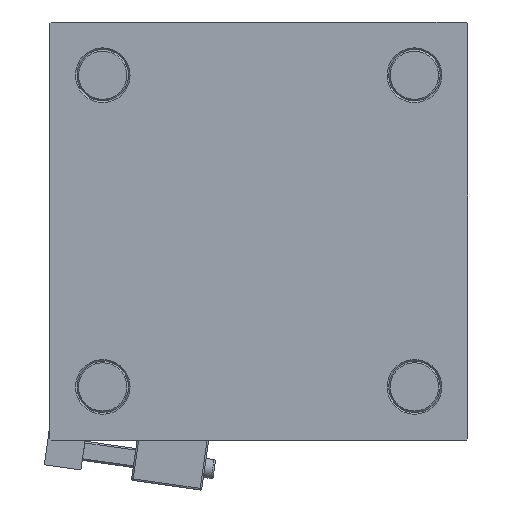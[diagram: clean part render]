
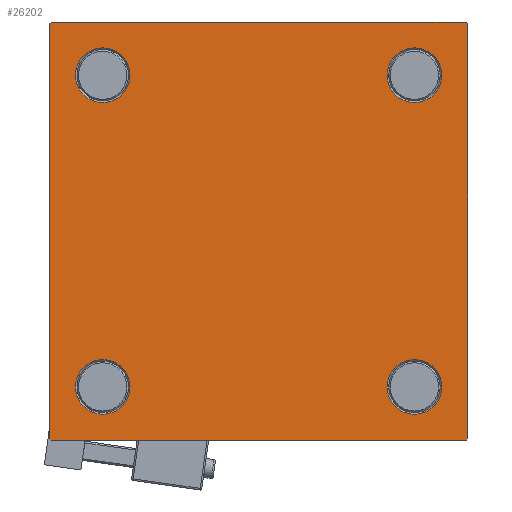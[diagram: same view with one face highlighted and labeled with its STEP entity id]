
A CAD part, left-side view. The second image highlights one B-rep face of the part: STEP entity #26202.
In plain terms, the highlighted planar face has unit normal (-1, 0, 0).
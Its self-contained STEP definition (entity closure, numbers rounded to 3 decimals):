
#162 = VECTOR ( 'NONE', #47418, 1000. ) ;
#965 = AXIS2_PLACEMENT_3D ( 'NONE', #13643, #25880, #49514 ) ;
#1003 = FACE_BOUND ( 'NONE', #14775, .T. ) ;
#1411 = CARTESIAN_POINT ( 'NONE',  ( 0., 48.45, 48.45 ) ) ;
#1449 = CARTESIAN_POINT ( 'NONE',  ( 0., -65., 64.5 ) ) ;
#2159 = CARTESIAN_POINT ( 'NONE',  ( 0., 48.45, -39.95 ) ) ;
#2215 = CARTESIAN_POINT ( 'NONE',  ( 0., 65., -64.5 ) ) ;
#2270 = EDGE_LOOP ( 'NONE', ( #44332, #31532 ) ) ;
#2704 = EDGE_CURVE ( 'NONE', #10921, #50813, #24313, .T. ) ;
#2765 = VECTOR ( 'NONE', #37932, 1000. ) ;
#3885 = ORIENTED_EDGE ( 'NONE', *, *, #21467, .T. ) ;
#4416 = VECTOR ( 'NONE', #32730, 1000. ) ;
#4620 = LINE ( 'NONE', #25345, #16474 ) ;
#4996 = AXIS2_PLACEMENT_3D ( 'NONE', #46829, #27647, #34628 ) ;
#5171 = DIRECTION ( 'NONE',  ( 0., -1., 0. ) ) ;
#5616 = AXIS2_PLACEMENT_3D ( 'NONE', #15245, #27735, #51893 ) ;
#5685 = LINE ( 'NONE', #17124, #30693 ) ;
#5853 = CIRCLE ( 'NONE', #35547, 8.5 ) ;
#6193 = VECTOR ( 'NONE', #19977, 1000. ) ;
#6226 = CIRCLE ( 'NONE', #35921, 8.5 ) ;
#6749 = ORIENTED_EDGE ( 'NONE', *, *, #31702, .T. ) ;
#7323 = CARTESIAN_POINT ( 'NONE',  ( 0., -64.75, -64.75 ) ) ;
#7504 = LINE ( 'NONE', #7764, #4416 ) ;
#7764 = CARTESIAN_POINT ( 'NONE',  ( 0., -65., 65. ) ) ;
#8268 = LINE ( 'NONE', #52109, #6193 ) ;
#8895 = EDGE_LOOP ( 'NONE', ( #36266, #26001, #34116, #22485, #14224, #15435, #45809, #29594 ) ) ;
#10921 = VERTEX_POINT ( 'NONE', #47032 ) ;
#11843 = CARTESIAN_POINT ( 'NONE',  ( 0., 64.75, 64.75 ) ) ;
#11871 = EDGE_CURVE ( 'NONE', #46557, #18650, #27896, .T. ) ;
#12844 = VERTEX_POINT ( 'NONE', #2215 ) ;
#12963 = PLANE ( 'NONE',  #24106 ) ;
#13546 = VERTEX_POINT ( 'NONE', #1449 ) ;
#13643 = CARTESIAN_POINT ( 'NONE',  ( 0., -48.45, -48.45 ) ) ;
#13757 = ORIENTED_EDGE ( 'NONE', *, *, #2704, .T. ) ;
#13831 = VERTEX_POINT ( 'NONE', #2159 ) ;
#14224 = ORIENTED_EDGE ( 'NONE', *, *, #21589, .F. ) ;
#14462 = DIRECTION ( 'NONE',  ( 1., 0., 0. ) ) ;
#14639 = CIRCLE ( 'NONE', #29071, 8.5 ) ;
#14775 = EDGE_LOOP ( 'NONE', ( #13757, #18540 ) ) ;
#14830 = CARTESIAN_POINT ( 'NONE',  ( 0., 48.45, 48.45 ) ) ;
#15245 = CARTESIAN_POINT ( 'NONE',  ( 0., 48.45, -48.45 ) ) ;
#15435 = ORIENTED_EDGE ( 'NONE', *, *, #24540, .T. ) ;
#16474 = VECTOR ( 'NONE', #45254, 1000. ) ;
#17124 = CARTESIAN_POINT ( 'NONE',  ( 0., 65., 65. ) ) ;
#18540 = ORIENTED_EDGE ( 'NONE', *, *, #39653, .T. ) ;
#18549 = EDGE_CURVE ( 'NONE', #22865, #21390, #26986, .T. ) ;
#18611 = VERTEX_POINT ( 'NONE', #38096 ) ;
#18650 = VERTEX_POINT ( 'NONE', #37048 ) ;
#19237 = DIRECTION ( 'NONE',  ( 0., 0., 1. ) ) ;
#19977 = DIRECTION ( 'NONE',  ( 0., 0.707, 0.707 ) ) ;
#20294 = VERTEX_POINT ( 'NONE', #36233 ) ;
#21390 = VERTEX_POINT ( 'NONE', #25619 ) ;
#21467 = EDGE_CURVE ( 'NONE', #18650, #46557, #28994, .T. ) ;
#21589 = EDGE_CURVE ( 'NONE', #13546, #21390, #7504, .T. ) ;
#21667 = ORIENTED_EDGE ( 'NONE', *, *, #11871, .T. ) ;
#21933 = CARTESIAN_POINT ( 'NONE',  ( 0., -48.45, 48.45 ) ) ;
#22410 = EDGE_CURVE ( 'NONE', #33476, #48112, #5685, .T. ) ;
#22485 = ORIENTED_EDGE ( 'NONE', *, *, #18549, .T. ) ;
#22809 = DIRECTION ( 'NONE',  ( 1., 0., 0. ) ) ;
#22865 = VERTEX_POINT ( 'NONE', #38695 ) ;
#22977 = CARTESIAN_POINT ( 'NONE',  ( 0., 64.75, -64.75 ) ) ;
#23264 = CARTESIAN_POINT ( 'NONE',  ( 0., 48.45, 56.95 ) ) ;
#23644 = CARTESIAN_POINT ( 'NONE',  ( 0., -48.45, -56.95 ) ) ;
#23996 = VECTOR ( 'NONE', #46867, 1000. ) ;
#24106 = AXIS2_PLACEMENT_3D ( 'NONE', #29174, #45629, #49610 ) ;
#24210 = EDGE_CURVE ( 'NONE', #12844, #20294, #26442, .T. ) ;
#24313 = CIRCLE ( 'NONE', #45494, 8.5 ) ;
#24533 = CARTESIAN_POINT ( 'NONE',  ( 0., 48.45, -48.45 ) ) ;
#24540 = EDGE_CURVE ( 'NONE', #13546, #48112, #8268, .T. ) ;
#24887 = VERTEX_POINT ( 'NONE', #48052 ) ;
#25345 = CARTESIAN_POINT ( 'NONE',  ( 0., 65., -65. ) ) ;
#25619 = CARTESIAN_POINT ( 'NONE',  ( 0., -65., -64.5 ) ) ;
#25880 = DIRECTION ( 'NONE',  ( 1., 0., 0. ) ) ;
#26001 = ORIENTED_EDGE ( 'NONE', *, *, #24210, .T. ) ;
#26202 = ADVANCED_FACE ( 'NONE', ( #1003, #29435, #33156, #33683, #50127 ), #12963, .T. ) ;
#26442 = LINE ( 'NONE', #22977, #23996 ) ;
#26986 = LINE ( 'NONE', #7323, #162 ) ;
#27647 = DIRECTION ( 'NONE',  ( 1., 0., 0. ) ) ;
#27735 = DIRECTION ( 'NONE',  ( 1., 0., 0. ) ) ;
#27896 = CIRCLE ( 'NONE', #4996, 8.5 ) ;
#28200 = DIRECTION ( 'NONE',  ( 0., 0., 1. ) ) ;
#28497 = VERTEX_POINT ( 'NONE', #23264 ) ;
#28756 = VECTOR ( 'NONE', #52214, 1000. ) ;
#28994 = CIRCLE ( 'NONE', #965, 8.5 ) ;
#29071 = AXIS2_PLACEMENT_3D ( 'NONE', #36415, #52356, #28200 ) ;
#29148 = VERTEX_POINT ( 'NONE', #36117 ) ;
#29174 = CARTESIAN_POINT ( 'NONE',  ( 0., 0., 0. ) ) ;
#29435 = FACE_BOUND ( 'NONE', #50078, .T. ) ;
#29594 = ORIENTED_EDGE ( 'NONE', *, *, #31292, .T. ) ;
#29891 = DIRECTION ( 'NONE',  ( 0., 0., 1. ) ) ;
#30246 = EDGE_CURVE ( 'NONE', #28497, #24887, #31383, .T. ) ;
#30693 = VECTOR ( 'NONE', #5171, 1000. ) ;
#31032 = DIRECTION ( 'NONE',  ( 0., 0., 1. ) ) ;
#31292 = EDGE_CURVE ( 'NONE', #33476, #29148, #36274, .T. ) ;
#31383 = CIRCLE ( 'NONE', #44119, 8.5 ) ;
#31532 = ORIENTED_EDGE ( 'NONE', *, *, #44471, .T. ) ;
#31702 = EDGE_CURVE ( 'NONE', #18611, #13831, #5853, .T. ) ;
#32730 = DIRECTION ( 'NONE',  ( 0., 0., -1. ) ) ;
#33156 = FACE_BOUND ( 'NONE', #37321, .T. ) ;
#33476 = VERTEX_POINT ( 'NONE', #49031 ) ;
#33577 = DIRECTION ( 'NONE',  ( 1., 0., 0. ) ) ;
#33683 = FACE_BOUND ( 'NONE', #2270, .T. ) ;
#34116 = ORIENTED_EDGE ( 'NONE', *, *, #43116, .T. ) ;
#34628 = DIRECTION ( 'NONE',  ( 0., 0., 1. ) ) ;
#35428 = DIRECTION ( 'NONE',  ( 1., 0., 0. ) ) ;
#35547 = AXIS2_PLACEMENT_3D ( 'NONE', #24533, #35428, #19237 ) ;
#35921 = AXIS2_PLACEMENT_3D ( 'NONE', #1411, #33577, #49754 ) ;
#36058 = ORIENTED_EDGE ( 'NONE', *, *, #51833, .T. ) ;
#36117 = CARTESIAN_POINT ( 'NONE',  ( 0., 65., 64.5 ) ) ;
#36233 = CARTESIAN_POINT ( 'NONE',  ( 0., 64.5, -65. ) ) ;
#36266 = ORIENTED_EDGE ( 'NONE', *, *, #39719, .T. ) ;
#36274 = LINE ( 'NONE', #11843, #28756 ) ;
#36415 = CARTESIAN_POINT ( 'NONE',  ( 0., -48.45, 48.45 ) ) ;
#37048 = CARTESIAN_POINT ( 'NONE',  ( 0., -48.45, -39.95 ) ) ;
#37321 = EDGE_LOOP ( 'NONE', ( #36058, #6749 ) ) ;
#37932 = DIRECTION ( 'NONE',  ( 0., 0., -1. ) ) ;
#38096 = CARTESIAN_POINT ( 'NONE',  ( 0., 48.45, -56.95 ) ) ;
#38695 = CARTESIAN_POINT ( 'NONE',  ( 0., -64.5, -65. ) ) ;
#39653 = EDGE_CURVE ( 'NONE', #50813, #10921, #14639, .T. ) ;
#39719 = EDGE_CURVE ( 'NONE', #29148, #12844, #41649, .T. ) ;
#41649 = LINE ( 'NONE', #45642, #2765 ) ;
#42353 = CARTESIAN_POINT ( 'NONE',  ( 0., -48.45, 39.95 ) ) ;
#43116 = EDGE_CURVE ( 'NONE', #20294, #22865, #4620, .T. ) ;
#44119 = AXIS2_PLACEMENT_3D ( 'NONE', #14830, #22809, #31032 ) ;
#44332 = ORIENTED_EDGE ( 'NONE', *, *, #30246, .T. ) ;
#44471 = EDGE_CURVE ( 'NONE', #24887, #28497, #6226, .T. ) ;
#44629 = CIRCLE ( 'NONE', #5616, 8.5 ) ;
#45254 = DIRECTION ( 'NONE',  ( 0., -1., 0. ) ) ;
#45494 = AXIS2_PLACEMENT_3D ( 'NONE', #21933, #14462, #29891 ) ;
#45629 = DIRECTION ( 'NONE',  ( -1., 0., 0. ) ) ;
#45642 = CARTESIAN_POINT ( 'NONE',  ( 0., 65., 65. ) ) ;
#45809 = ORIENTED_EDGE ( 'NONE', *, *, #22410, .F. ) ;
#46557 = VERTEX_POINT ( 'NONE', #23644 ) ;
#46829 = CARTESIAN_POINT ( 'NONE',  ( 0., -48.45, -48.45 ) ) ;
#46867 = DIRECTION ( 'NONE',  ( 0., -0.707, -0.707 ) ) ;
#47032 = CARTESIAN_POINT ( 'NONE',  ( 0., -48.45, 56.95 ) ) ;
#47418 = DIRECTION ( 'NONE',  ( 0., -0.707, 0.707 ) ) ;
#48052 = CARTESIAN_POINT ( 'NONE',  ( 0., 48.45, 39.95 ) ) ;
#48112 = VERTEX_POINT ( 'NONE', #48141 ) ;
#48141 = CARTESIAN_POINT ( 'NONE',  ( 0., -64.5, 65. ) ) ;
#49031 = CARTESIAN_POINT ( 'NONE',  ( 0., 64.5, 65. ) ) ;
#49514 = DIRECTION ( 'NONE',  ( 0., 0., 1. ) ) ;
#49610 = DIRECTION ( 'NONE',  ( 0., 0., 1. ) ) ;
#49754 = DIRECTION ( 'NONE',  ( 0., 0., 1. ) ) ;
#50078 = EDGE_LOOP ( 'NONE', ( #3885, #21667 ) ) ;
#50127 = FACE_OUTER_BOUND ( 'NONE', #8895, .T. ) ;
#50813 = VERTEX_POINT ( 'NONE', #42353 ) ;
#51833 = EDGE_CURVE ( 'NONE', #13831, #18611, #44629, .T. ) ;
#51893 = DIRECTION ( 'NONE',  ( 0., 0., 1. ) ) ;
#52109 = CARTESIAN_POINT ( 'NONE',  ( 0., -64.75, 64.75 ) ) ;
#52214 = DIRECTION ( 'NONE',  ( 0., 0.707, -0.707 ) ) ;
#52356 = DIRECTION ( 'NONE',  ( 1., 0., 0. ) ) ;
